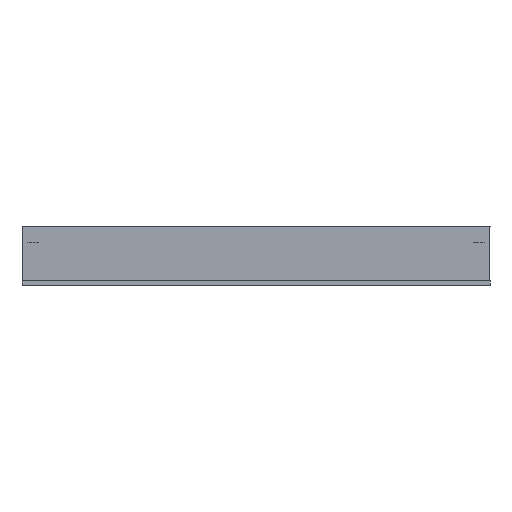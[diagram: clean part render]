
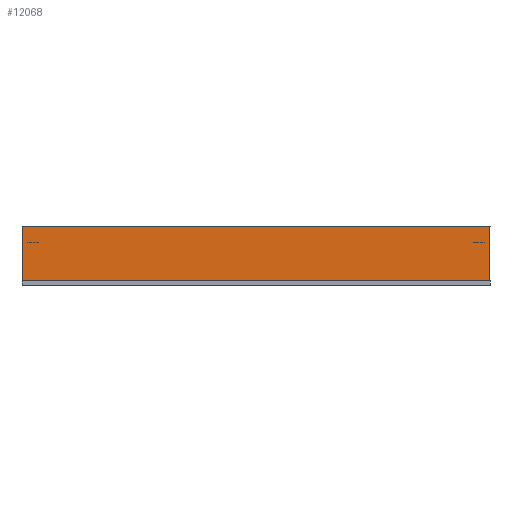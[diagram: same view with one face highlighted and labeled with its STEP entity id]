
A CAD part, left-side view. The second image highlights one B-rep face of the part: STEP entity #12068.
In plain terms, the highlighted planar face has unit normal (-1, 0, 0).
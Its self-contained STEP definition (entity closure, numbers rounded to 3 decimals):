
#176=PLANE('',#12701);
#499=FACE_OUTER_BOUND('',#1127,.T.);
#1127=EDGE_LOOP('',(#8098,#8099,#8100,#8101));
#1895=LINE('',#17652,#3135);
#1902=LINE('',#17666,#3142);
#1909=LINE('',#17680,#3149);
#1910=LINE('',#17681,#3150);
#3135=VECTOR('',#13955,10.);
#3142=VECTOR('',#13964,10.);
#3149=VECTOR('',#13973,10.);
#3150=VECTOR('',#13974,10.);
#4986=VERTEX_POINT('',#17648);
#4988=VERTEX_POINT('',#17651);
#4994=VERTEX_POINT('',#17665);
#5000=VERTEX_POINT('',#17679);
#6223=EDGE_CURVE('',#4988,#4986,#1895,.T.);
#6230=EDGE_CURVE('',#4994,#4988,#1902,.T.);
#6237=EDGE_CURVE('',#5000,#4986,#1909,.T.);
#6238=EDGE_CURVE('',#4994,#5000,#1910,.T.);
#8098=ORIENTED_EDGE('',*,*,#6223,.T.);
#8099=ORIENTED_EDGE('',*,*,#6237,.F.);
#8100=ORIENTED_EDGE('',*,*,#6238,.F.);
#8101=ORIENTED_EDGE('',*,*,#6230,.T.);
#12068=ADVANCED_FACE('',(#499),#176,.T.);
#12701=AXIS2_PLACEMENT_3D('',#17678,#13971,#13972);
#13955=DIRECTION('',(0.,1.,0.));
#13964=DIRECTION('',(0.,0.,1.));
#13971=DIRECTION('center_axis',(-1.,0.,0.));
#13972=DIRECTION('ref_axis',(0.,-0.087,
0.996));
#13973=DIRECTION('',(0.,0.,1.));
#13974=DIRECTION('',(0.,1.,0.));
#17648=CARTESIAN_POINT('',(-328.184,-111.154,2.601));
#17651=CARTESIAN_POINT('',(-328.184,-236.556,2.601));
#17652=CARTESIAN_POINT('',(-328.184,-146.505,2.601));
#17665=CARTESIAN_POINT('',(-328.184,-236.556,-11.892));
#17666=CARTESIAN_POINT('',(-328.184,-236.556,2.601));
#17678=CARTESIAN_POINT('Origin',(-328.184,-119.154,2.601));
#17679=CARTESIAN_POINT('',(-328.184,-111.154,-11.892));
#17680=CARTESIAN_POINT('',(-328.184,-111.154,2.601));
#17681=CARTESIAN_POINT('',(-328.184,-114.154,-11.892));
